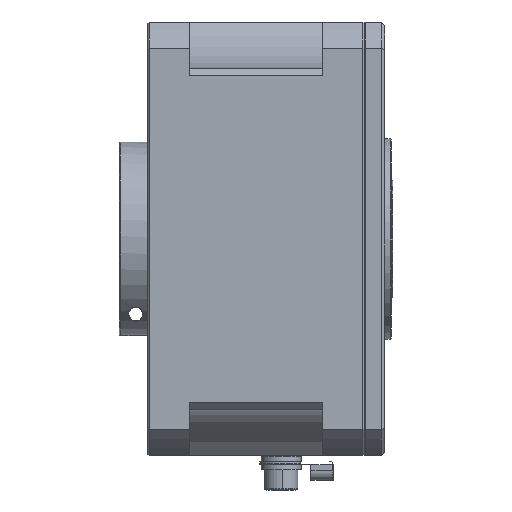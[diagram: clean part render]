
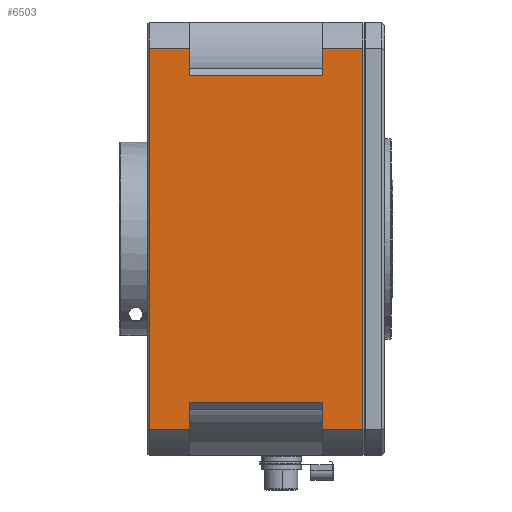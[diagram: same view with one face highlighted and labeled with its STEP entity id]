
A CAD part, left-side view. The second image highlights one B-rep face of the part: STEP entity #6503.
In plain terms, the highlighted planar face has unit normal (-1, 0, 0).
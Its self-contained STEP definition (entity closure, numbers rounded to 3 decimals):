
#133 = DIRECTION ( 'NONE',  ( 0., 0., 1. ) ) ;
#135 = ORIENTED_EDGE ( 'NONE', *, *, #9408, .T. ) ;
#435 = ORIENTED_EDGE ( 'NONE', *, *, #3694, .F. ) ;
#488 = CARTESIAN_POINT ( 'NONE',  ( -56., 8.5, 57.131 ) ) ;
#547 = CARTESIAN_POINT ( 'NONE',  ( -56., 60.5, 57.131 ) ) ;
#990 = EDGE_LOOP ( 'NONE', ( #10103, #14760, #10440, #5514, #14610, #15549, #15102, #135, #7547, #435, #5712, #2748 ) ) ;
#1016 = CARTESIAN_POINT ( 'NONE',  ( -56., 20.5, 57.131 ) ) ;
#1131 = LINE ( 'NONE', #3229, #14128 ) ;
#1417 = VERTEX_POINT ( 'NONE', #15123 ) ;
#1449 = AXIS2_PLACEMENT_3D ( 'NONE', #6826, #2078, #6326 ) ;
#1471 = CARTESIAN_POINT ( 'NONE',  ( -56., 8., -57.131 ) ) ;
#1589 = LINE ( 'NONE', #12330, #8492 ) ;
#1606 = DIRECTION ( 'NONE',  ( 0., 0., -1. ) ) ;
#1831 = EDGE_CURVE ( 'NONE', #7086, #10360, #3924, .T. ) ;
#2078 = DIRECTION ( 'NONE',  ( 1., 0., 0. ) ) ;
#2207 = DIRECTION ( 'NONE',  ( 0., 1., 0. ) ) ;
#2226 = LINE ( 'NONE', #6987, #8722 ) ;
#2253 = LINE ( 'NONE', #11636, #2640 ) ;
#2464 = CARTESIAN_POINT ( 'NONE',  ( -56., 8.5, 57.131 ) ) ;
#2640 = VECTOR ( 'NONE', #6819, 1000. ) ;
#2700 = VERTEX_POINT ( 'NONE', #14545 ) ;
#2739 = LINE ( 'NONE', #547, #12459 ) ;
#2748 = ORIENTED_EDGE ( 'NONE', *, *, #7131, .T. ) ;
#3229 = CARTESIAN_POINT ( 'NONE',  ( -56., 8., 57.131 ) ) ;
#3690 = VECTOR ( 'NONE', #4906, 1000. ) ;
#3694 = EDGE_CURVE ( 'NONE', #13537, #5417, #5332, .T. ) ;
#3924 = LINE ( 'NONE', #3943, #10299 ) ;
#3943 = CARTESIAN_POINT ( 'NONE',  ( -56., 72.5, 57.131 ) ) ;
#4288 = CARTESIAN_POINT ( 'NONE',  ( -56., 60.5, -49. ) ) ;
#4470 = VERTEX_POINT ( 'NONE', #13291 ) ;
#4757 = EDGE_CURVE ( 'NONE', #13473, #9858, #8766, .T. ) ;
#4906 = DIRECTION ( 'NONE',  ( 0., 0., 1. ) ) ;
#4923 = VECTOR ( 'NONE', #2207, 1000. ) ;
#4945 = EDGE_CURVE ( 'NONE', #15052, #7086, #1131, .T. ) ;
#4958 = VECTOR ( 'NONE', #133, 1000. ) ;
#5332 = LINE ( 'NONE', #14455, #4958 ) ;
#5417 = VERTEX_POINT ( 'NONE', #1016 ) ;
#5514 = ORIENTED_EDGE ( 'NONE', *, *, #4757, .F. ) ;
#5712 = ORIENTED_EDGE ( 'NONE', *, *, #9851, .T. ) ;
#5906 = VECTOR ( 'NONE', #1606, 1000. ) ;
#6326 = DIRECTION ( 'NONE',  ( 0., 0., -1. ) ) ;
#6503 = ADVANCED_FACE ( 'NONE', ( #13560 ), #13042, .F. ) ;
#6819 = DIRECTION ( 'NONE',  ( 0., -1., 0. ) ) ;
#6826 = CARTESIAN_POINT ( 'NONE',  ( -56., 8., 57.131 ) ) ;
#6987 = CARTESIAN_POINT ( 'NONE',  ( -56., 60.5, 49. ) ) ;
#7023 = VERTEX_POINT ( 'NONE', #9053 ) ;
#7086 = VERTEX_POINT ( 'NONE', #12902 ) ;
#7131 = EDGE_CURVE ( 'NONE', #2700, #15052, #2739, .T. ) ;
#7254 = DIRECTION ( 'NONE',  ( 0., 0., -1. ) ) ;
#7378 = CARTESIAN_POINT ( 'NONE',  ( -56., 72.5, -57.131 ) ) ;
#7547 = ORIENTED_EDGE ( 'NONE', *, *, #12764, .T. ) ;
#7645 = VERTEX_POINT ( 'NONE', #488 ) ;
#7802 = CARTESIAN_POINT ( 'NONE',  ( -56., 20.5, 57.131 ) ) ;
#8328 = LINE ( 'NONE', #2464, #3690 ) ;
#8492 = VECTOR ( 'NONE', #9947, 1000. ) ;
#8722 = VECTOR ( 'NONE', #12895, 1000. ) ;
#8766 = LINE ( 'NONE', #11785, #11615 ) ;
#8783 = DIRECTION ( 'NONE',  ( 0., 1., 0. ) ) ;
#9053 = CARTESIAN_POINT ( 'NONE',  ( -56., 20.5, -57.131 ) ) ;
#9408 = EDGE_CURVE ( 'NONE', #4470, #7645, #8328, .T. ) ;
#9441 = EDGE_CURVE ( 'NONE', #9858, #10360, #1589, .T. ) ;
#9533 = CARTESIAN_POINT ( 'NONE',  ( -56., 8., 57.131 ) ) ;
#9851 = EDGE_CURVE ( 'NONE', #13537, #2700, #2226, .T. ) ;
#9858 = VERTEX_POINT ( 'NONE', #10903 ) ;
#9947 = DIRECTION ( 'NONE',  ( 0., 1., 0. ) ) ;
#10103 = ORIENTED_EDGE ( 'NONE', *, *, #4945, .T. ) ;
#10299 = VECTOR ( 'NONE', #15076, 1000. ) ;
#10360 = VERTEX_POINT ( 'NONE', #7378 ) ;
#10440 = ORIENTED_EDGE ( 'NONE', *, *, #9441, .F. ) ;
#10503 = CARTESIAN_POINT ( 'NONE',  ( -56., 60.5, 57.131 ) ) ;
#10669 = VECTOR ( 'NONE', #8783, 1000. ) ;
#10903 = CARTESIAN_POINT ( 'NONE',  ( -56., 60.5, -57.131 ) ) ;
#11323 = CARTESIAN_POINT ( 'NONE',  ( -56., 20.5, 49. ) ) ;
#11364 = EDGE_CURVE ( 'NONE', #1417, #7023, #12402, .T. ) ;
#11494 = DIRECTION ( 'NONE',  ( 0., 1., 0. ) ) ;
#11599 = LINE ( 'NONE', #9533, #4923 ) ;
#11615 = VECTOR ( 'NONE', #7254, 1000. ) ;
#11636 = CARTESIAN_POINT ( 'NONE',  ( -56., 20.5, -49. ) ) ;
#11785 = CARTESIAN_POINT ( 'NONE',  ( -56., 60.5, 57.131 ) ) ;
#12330 = CARTESIAN_POINT ( 'NONE',  ( -56., 8., -57.131 ) ) ;
#12402 = LINE ( 'NONE', #7802, #5906 ) ;
#12459 = VECTOR ( 'NONE', #14338, 1000. ) ;
#12589 = EDGE_CURVE ( 'NONE', #4470, #7023, #12940, .T. ) ;
#12764 = EDGE_CURVE ( 'NONE', #7645, #5417, #11599, .T. ) ;
#12895 = DIRECTION ( 'NONE',  ( 0., 1., 0. ) ) ;
#12902 = CARTESIAN_POINT ( 'NONE',  ( -56., 72.5, 57.131 ) ) ;
#12940 = LINE ( 'NONE', #1471, #10669 ) ;
#13042 = PLANE ( 'NONE',  #1449 ) ;
#13291 = CARTESIAN_POINT ( 'NONE',  ( -56., 8.5, -57.131 ) ) ;
#13473 = VERTEX_POINT ( 'NONE', #4288 ) ;
#13537 = VERTEX_POINT ( 'NONE', #11323 ) ;
#13560 = FACE_OUTER_BOUND ( 'NONE', #990, .T. ) ;
#13720 = EDGE_CURVE ( 'NONE', #13473, #1417, #2253, .T. ) ;
#14128 = VECTOR ( 'NONE', #11494, 1000. ) ;
#14338 = DIRECTION ( 'NONE',  ( 0., 0., 1. ) ) ;
#14455 = CARTESIAN_POINT ( 'NONE',  ( -56., 20.5, 57.131 ) ) ;
#14545 = CARTESIAN_POINT ( 'NONE',  ( -56., 60.5, 49. ) ) ;
#14610 = ORIENTED_EDGE ( 'NONE', *, *, #13720, .T. ) ;
#14760 = ORIENTED_EDGE ( 'NONE', *, *, #1831, .T. ) ;
#15052 = VERTEX_POINT ( 'NONE', #10503 ) ;
#15076 = DIRECTION ( 'NONE',  ( 0., 0., -1. ) ) ;
#15102 = ORIENTED_EDGE ( 'NONE', *, *, #12589, .F. ) ;
#15123 = CARTESIAN_POINT ( 'NONE',  ( -56., 20.5, -49. ) ) ;
#15549 = ORIENTED_EDGE ( 'NONE', *, *, #11364, .T. ) ;
